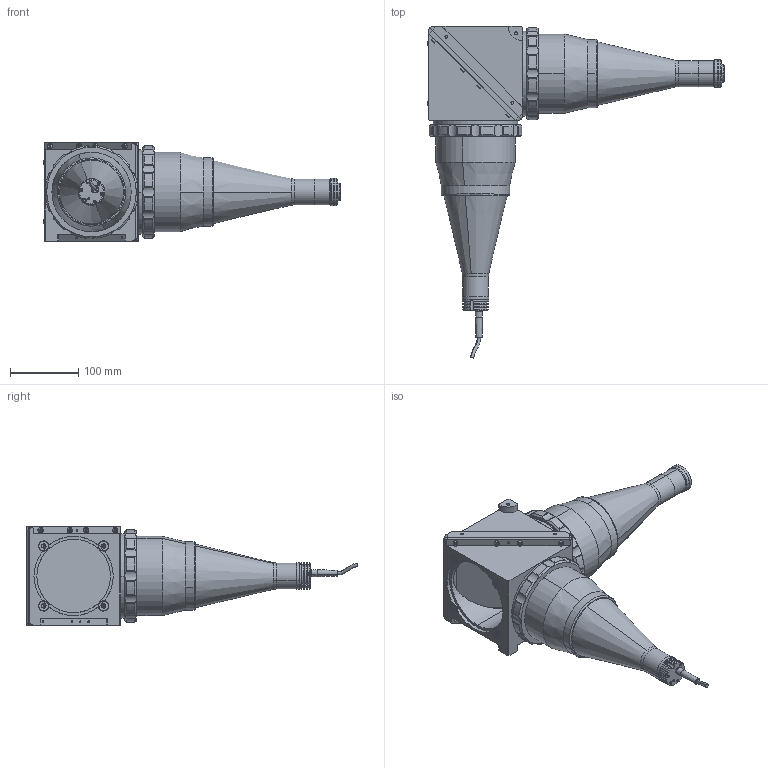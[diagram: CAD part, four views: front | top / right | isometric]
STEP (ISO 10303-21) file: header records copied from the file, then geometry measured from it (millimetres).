
FILE_DESCRIPTION (( 'STEP AP203' ), '1' );
FILE_NAME ('DP71664-C_TCCXQ011-W.step', '2021-11-23T14:32:17', ( '' ), ( '' ), 'SwSTEP 2.0', 'SolidWorks 2021', '' );
FILE_SCHEMA (( 'CONFIG_CONTROL_DESIGN' ));
Length unit declared in the file: millimetre
Products named in the file (1): DP71664-C_TCCXQ011-W
Bounding box: 433.41 x 485.84 x 144 mm (x, y, z)
Surface area: 348756.8 mm2 (no closed solid volume)
Topology: 0 solids, 74 shells, 622 faces, 1901 edges, 1315 vertices
Faces by surface type: cylinder 315, plane 144, cone 130, bspline 17, torus 16
Entity records: 27150 total; most frequent: CARTESIAN_POINT 10496, DIRECTION 3508, ORIENTED_EDGE 3134, EDGE_CURVE 1871, AXIS2_PLACEMENT_3D 1351, VERTEX_POINT 1315, LINE 806, VECTOR 806
